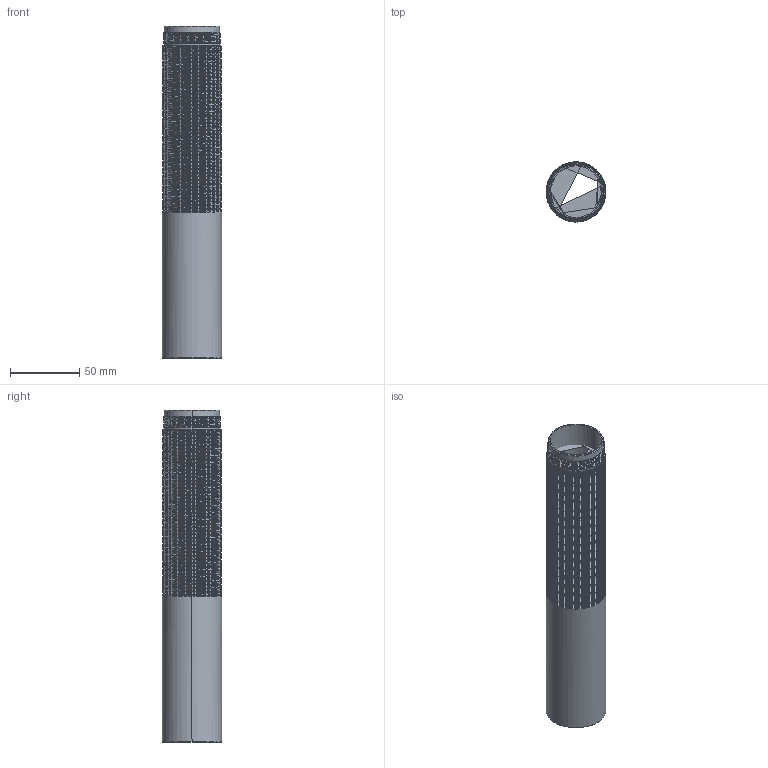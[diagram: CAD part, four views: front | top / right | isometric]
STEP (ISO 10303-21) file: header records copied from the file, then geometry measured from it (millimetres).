
FILE_DESCRIPTION (( 'STEP AP203' ), '1' );
FILE_NAME ('FUT POUR RESSORT FOX.STEP', '2024-09-29T18:37:06', ( '' ), ( '' ), 'SwSTEP 2.0', 'SolidWorks 2024', '' );
FILE_SCHEMA (( 'CONFIG_CONTROL_DESIGN' ));
Length unit declared in the file: millimetre
Products named in the file (1): FUT POUR RESSORT FOX
Bounding box: 43 x 43 x 239 mm (x, y, z)
Volume: 79596.3 mm3; surface area: 76310.2 mm2
Topology: 1 solids, 1 shells, 320 faces, 933 edges, 619 vertices
Faces by surface type: cylinder 286, cone 17, plane 11, bspline 6
Entity records: 22487 total; most frequent: CARTESIAN_POINT 15641, ORIENTED_EDGE 1866, DIRECTION 1021, EDGE_CURVE 933, VERTEX_POINT 619, AXIS2_PLACEMENT_3D 354, EDGE_LOOP 326, ADVANCED_FACE 320
